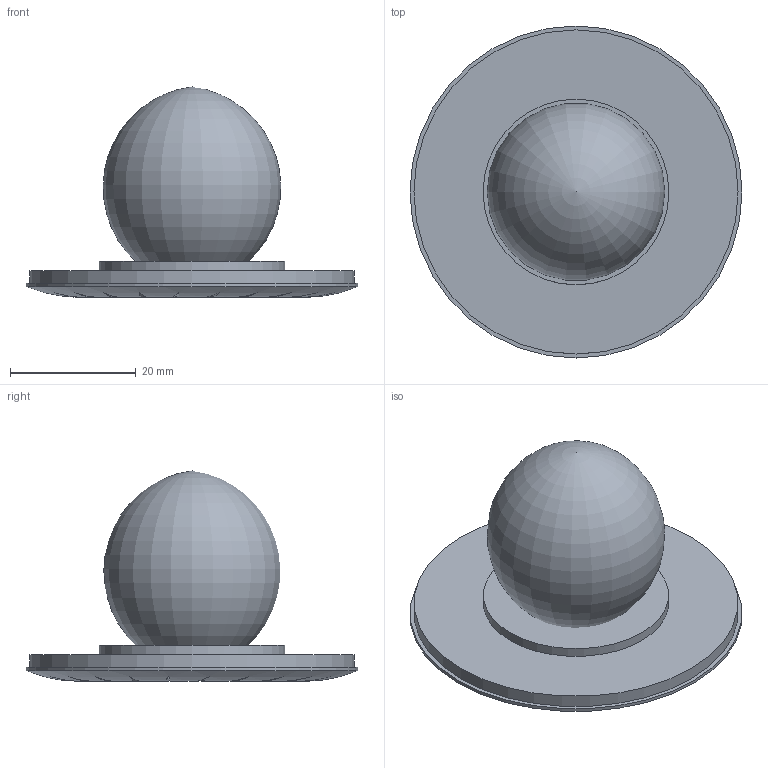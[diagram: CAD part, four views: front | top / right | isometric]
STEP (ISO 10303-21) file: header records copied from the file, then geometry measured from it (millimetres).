
FILE_DESCRIPTION(/* description */ ('Alibre Inc.'),/* implementation_level */ '2;1');
FILE_NAME(/* name */ 'export0',/* time_stamp */ '2018-08-04T08:34:18-05:00',/* author */ (''),/* organization */ (''),/* preprocessor_version */ 'ST-DEVELOPER v17',/* originating_system */ 'Alibre',/* authorisation */ '');
FILE_SCHEMA (('CONFIG_CONTROL_DESIGN'));
Length unit declared in the file: centimetre
Products named in the file (1): ID_1
Bounding box: 52.75 x 52.75 x 33.42 mm (x, y, z)
Volume: 4912 mm3; surface area: 9901 mm2
Topology: 1 solids, 2 shells, 60 faces, 94 edges, 62 vertices
Faces by surface type: plane 51, torus 4, cylinder 4, cone 1
Full cylindrical faces by diameter (mm): 16.7 x1, 29.5 x1, 51.5 x1, 52.75 x1
Entity records: 2091 total; most frequent: CARTESIAN_POINT 768, ORIENTED_EDGE 214, DIRECTION 177, FACE_BOUND 128, EDGE_LOOP 127, EDGE_CURVE 106, AXIS2_PLACEMENT_3D 105, VERTEX_POINT 80
